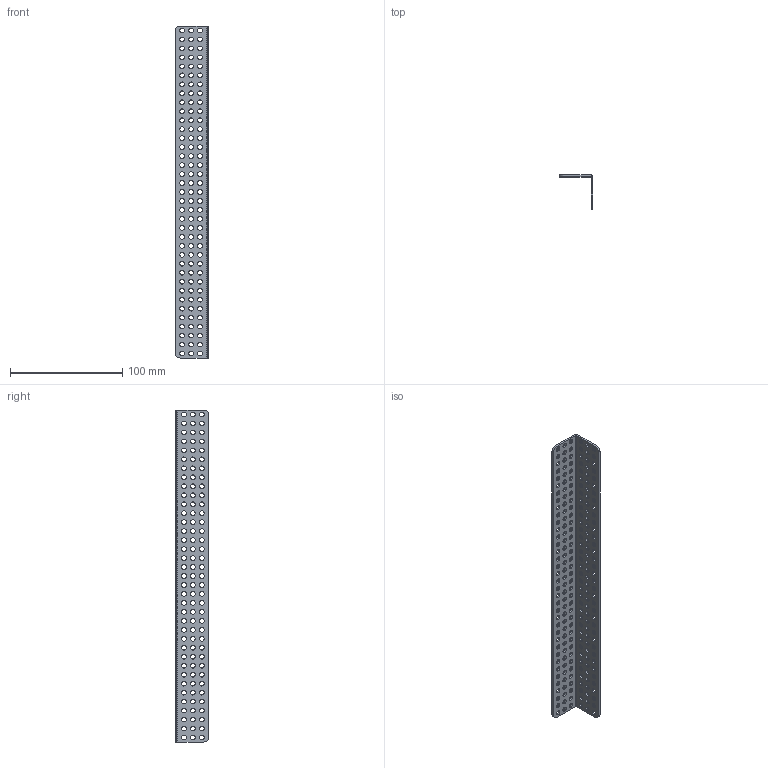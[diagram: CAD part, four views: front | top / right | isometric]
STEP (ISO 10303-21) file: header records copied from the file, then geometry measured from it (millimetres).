
FILE_DESCRIPTION (( 'STEP AP214' ), '1' );
FILE_NAME ('01-0337.STEP', '2025-08-25T08:59:53', ( '' ), ( '' ), 'SwSTEP 2.0', 'SolidWorks 2025', '' );
FILE_SCHEMA (( 'AUTOMOTIVE_DESIGN' ));
Length unit declared in the file: millimetre
Products named in the file (1): 01-0337
Bounding box: 30.3 x 30.3 x 296 mm (x, y, z)
Volume: 22677.3 mm3; surface area: 34154.1 mm2
Topology: 1 solids, 1 shells, 458 faces, 1368 edges, 912 vertices
Faces by surface type: cylinder 450, plane 8
Entity records: 16883 total; most frequent: DIRECTION 3186, CARTESIAN_POINT 2739, ORIENTED_EDGE 2736, EDGE_CURVE 1368, AXIS2_PLACEMENT_3D 1359, VERTEX_POINT 912, EDGE_LOOP 902, CIRCLE 900
